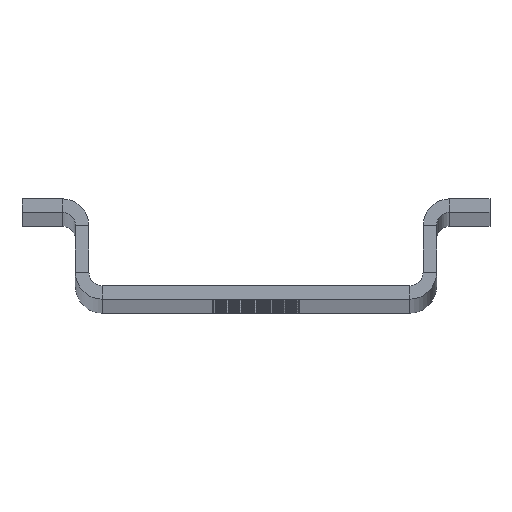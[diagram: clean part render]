
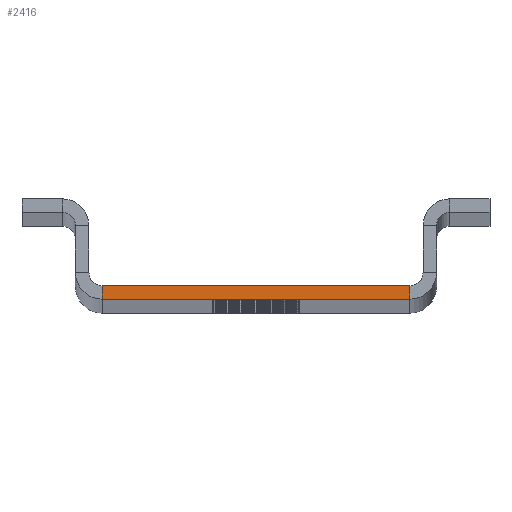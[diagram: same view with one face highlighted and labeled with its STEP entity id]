
A CAD part, top view. The second image highlights one B-rep face of the part: STEP entity #2416.
In plain terms, the highlighted planar face has unit normal (0, 0, 1).
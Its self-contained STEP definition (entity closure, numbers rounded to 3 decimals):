
#191 = CARTESIAN_POINT ( 'NONE',  ( -13.5, 0., 300. ) ) ;
#268 = DIRECTION ( 'NONE',  ( 0., -1., 0. ) ) ;
#276 = EDGE_CURVE ( 'NONE', #3296, #2228, #1715, .T. ) ;
#365 = ORIENTED_EDGE ( 'NONE', *, *, #2889, .T. ) ;
#688 = VERTEX_POINT ( 'NONE', #3470 ) ;
#782 = DIRECTION ( 'NONE',  ( 1., 0., 0. ) ) ;
#802 = CARTESIAN_POINT ( 'NONE',  ( 12.5, 1., 300. ) ) ;
#874 = AXIS2_PLACEMENT_3D ( 'NONE', #2615, #3774, #3732 ) ;
#1018 = LINE ( 'NONE', #2921, #1662 ) ;
#1092 = CARTESIAN_POINT ( 'NONE',  ( -11.5, 1201.881, 300. ) ) ;
#1370 = PLANE ( 'NONE',  #874 ) ;
#1411 = LINE ( 'NONE', #802, #1485 ) ;
#1485 = VECTOR ( 'NONE', #3164, 1000. ) ;
#1662 = VECTOR ( 'NONE', #268, 1000. ) ;
#1707 = DIRECTION ( 'NONE',  ( 0., -1., 0. ) ) ;
#1710 = LINE ( 'NONE', #191, #3584 ) ;
#1715 = LINE ( 'NONE', #1092, #2945 ) ;
#1880 = EDGE_CURVE ( 'NONE', #3746, #688, #1018, .T. ) ;
#1970 = CARTESIAN_POINT ( 'NONE',  ( 11.5, 1., 300. ) ) ;
#1972 = ORIENTED_EDGE ( 'NONE', *, *, #1880, .F. ) ;
#1984 = FACE_OUTER_BOUND ( 'NONE', #2125, .T. ) ;
#2125 = EDGE_LOOP ( 'NONE', ( #365, #1972, #2257, #3476 ) ) ;
#2228 = VERTEX_POINT ( 'NONE', #3097 ) ;
#2257 = ORIENTED_EDGE ( 'NONE', *, *, #3742, .T. ) ;
#2259 = CARTESIAN_POINT ( 'NONE',  ( -11.5, 1., 300. ) ) ;
#2416 = ADVANCED_FACE ( '�����1', ( #1984 ), #1370, .T. ) ;
#2615 = CARTESIAN_POINT ( 'NONE',  ( 12.5, 1201.881, 300. ) ) ;
#2889 = EDGE_CURVE ( '������44', #2228, #688, #1710, .T. ) ;
#2921 = CARTESIAN_POINT ( 'NONE',  ( 11.5, 1201.881, 300. ) ) ;
#2945 = VECTOR ( 'NONE', #1707, 1000. ) ;
#3097 = CARTESIAN_POINT ( 'NONE',  ( -11.5, 0., 300. ) ) ;
#3164 = DIRECTION ( 'NONE',  ( -1., 0., 0. ) ) ;
#3296 = VERTEX_POINT ( 'NONE', #2259 ) ;
#3470 = CARTESIAN_POINT ( 'NONE',  ( 11.5, 0., 300. ) ) ;
#3476 = ORIENTED_EDGE ( 'NONE', *, *, #276, .T. ) ;
#3584 = VECTOR ( 'NONE', #782, 1000. ) ;
#3732 = DIRECTION ( 'NONE',  ( 1., 0., 0. ) ) ;
#3742 = EDGE_CURVE ( '������43', #3746, #3296, #1411, .T. ) ;
#3746 = VERTEX_POINT ( 'NONE', #1970 ) ;
#3774 = DIRECTION ( 'NONE',  ( 0., 0., 1. ) ) ;
